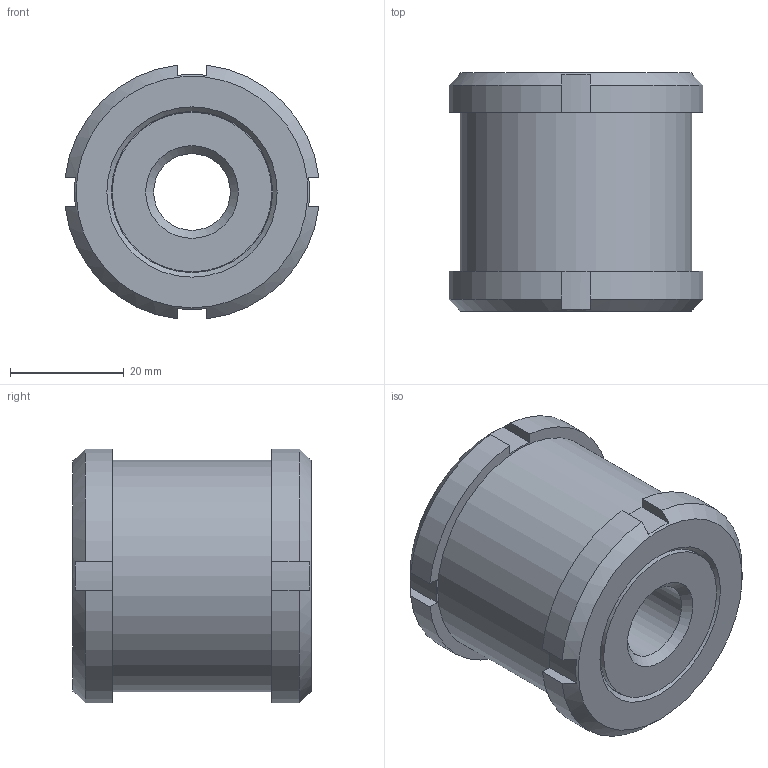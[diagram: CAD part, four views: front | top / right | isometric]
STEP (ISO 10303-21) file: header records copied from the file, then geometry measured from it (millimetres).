
FILE_DESCRIPTION( ( 'STEP AP214' ), '1' );
FILE_NAME( 'K0692.025121_0.stp', '2020-12-09T11:43:08', ( '' ), ( '' ), ' ', 'PARTsolutions', ' ' );
FILE_SCHEMA( ( 'AUTOMOTIVE_DESIGN { 1 0 10303 214 1 1 1 1 }' ) );
Length unit declared in the file: millimetre
Products named in the file (1): _K0692.025121_0
Bounding box: 44.72 x 42 x 44.72 mm (x, y, z)
Volume: 51585.3 mm3; surface area: 13361.1 mm2
Topology: 1 solids, 1 shells, 51 faces, 130 edges, 86 vertices
Faces by surface type: plane 23, cylinder 22, cone 6
Full cylindrical faces by diameter (mm): 13.5 x1, 28.1 x2, 28.376 x2, 40.8 x1
Entity records: 1944 total; most frequent: CARTESIAN_POINT 342, DIRECTION 250, ORIENTED_EDGE 226, EDGE_CURVE 113, AXIS2_PLACEMENT_3D 101, VERTEX_POINT 81, EDGE_LOOP 70, FACE_OUTER_BOUND 57
